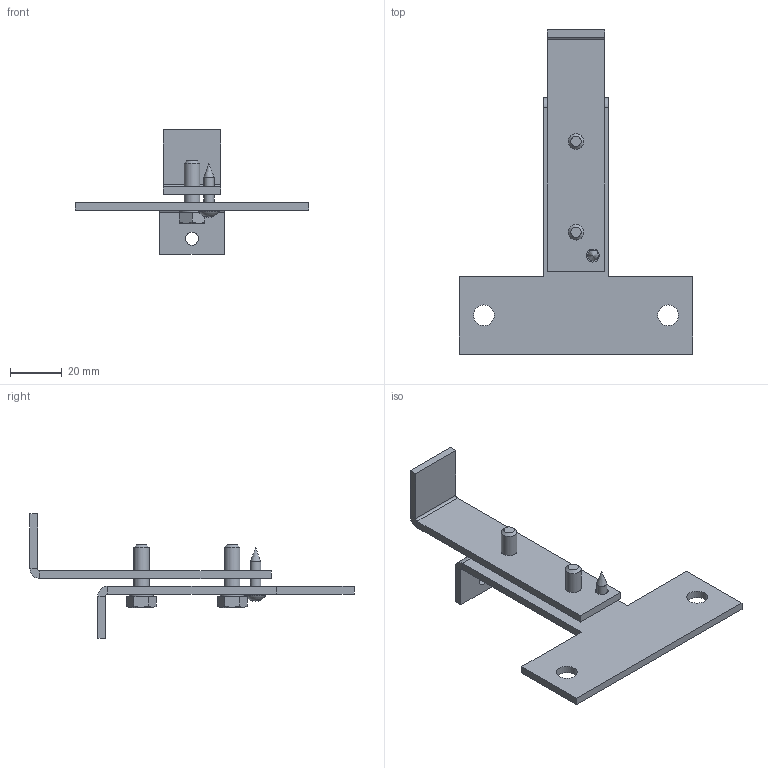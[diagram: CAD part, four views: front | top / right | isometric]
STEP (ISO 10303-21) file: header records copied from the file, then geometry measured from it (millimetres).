
FILE_DESCRIPTION(('STEP AP203'), '1');
FILE_NAME('ÐË371.RC30-RC35 Ïîäâåñ íà÷àëüíûé', '', ('UNSPECIFIED'), ('UNSPECIFIED'), 'ASCON STEP Converter 1.3', 'ASCON Math Kernel', '');
FILE_SCHEMA(('CONFIG_CONTROL_DESIGN'));
Length unit declared in the file: millimetre
Products named in the file (1): 371.RC30/RC35 Ïîäâåñ íà÷àëüíûé
Bounding box: 90 x 125 x 48 mm (x, y, z)
Volume: 23255 mm3; surface area: 18062.3 mm2
Topology: 1 solids, 1 shells, 224 faces, 599 edges, 391 vertices
Faces by surface type: plane 130, cylinder 78, bspline 8, cone 5, torus 2, sphere 1
Full cylindrical faces by diameter (mm): 4 x1, 5 x3, 6 x4, 7 x2, 8 x3
Entity records: 9377 total; most frequent: CARTESIAN_POINT 1914, DIRECTION 1160, ORIENTED_EDGE 1154, EDGE_CURVE 577, AXIS2_PLACEMENT_3D 398, VERTEX_POINT 389, LINE 364, VECTOR 364
